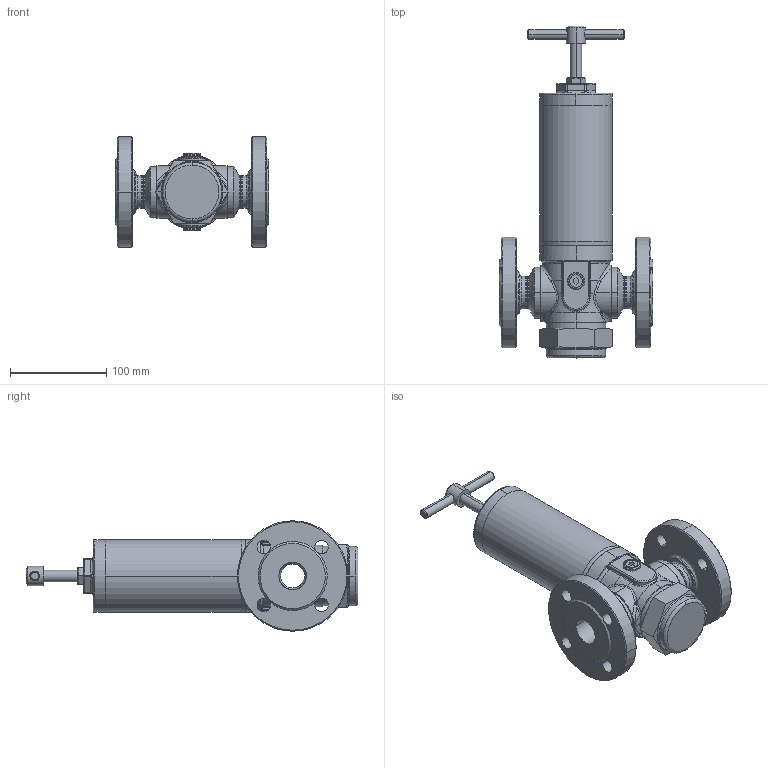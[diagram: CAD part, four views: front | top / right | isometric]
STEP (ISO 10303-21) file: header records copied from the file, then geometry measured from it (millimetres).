
FILE_DESCRIPTION (( 'STEP AP203' ), '1' );
FILE_NAME ('Typ_71-BG_II-D025.STEP', '2021-03-11T07:10:47', ( '' ), ( '' ), 'SwSTEP 2.0', 'SolidWorks 2016', '' );
FILE_SCHEMA (( 'CONFIG_CONTROL_DESIGN' ));
Length unit declared in the file: millimetre
Products named in the file (1): Typ_71-BG_II-D025
Bounding box: 160 x 345.6 x 115 mm (x, y, z)
Volume: 724240.9 mm3; surface area: 226143.2 mm2
Topology: 10 solids, 10 shells, 534 faces, 1284 edges, 775 vertices
Faces by surface type: cylinder 163, bspline 141, cone 132, plane 98
Entity records: 24550 total; most frequent: CARTESIAN_POINT 12785, ORIENTED_EDGE 2552, DIRECTION 2357, EDGE_CURVE 1276, AXIS2_PLACEMENT_3D 1003, VERTEX_POINT 775, CIRCLE 609, EDGE_LOOP 583
